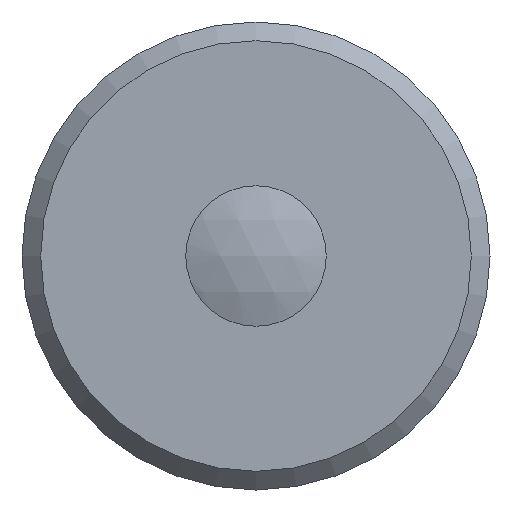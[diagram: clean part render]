
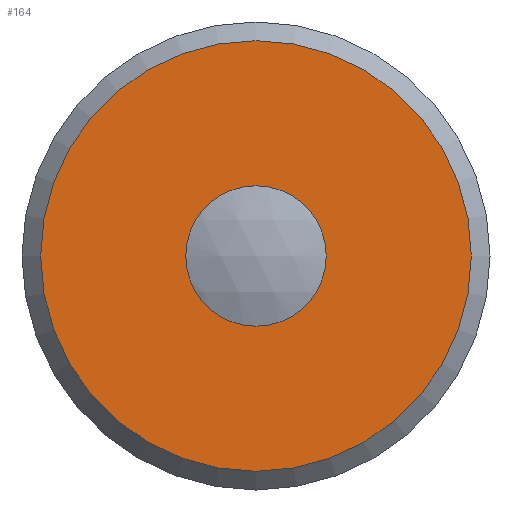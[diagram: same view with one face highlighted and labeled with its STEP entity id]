
A CAD part, left-side view. The second image highlights one B-rep face of the part: STEP entity #164.
In plain terms, the highlighted planar face has unit normal (-1, 0, 0).
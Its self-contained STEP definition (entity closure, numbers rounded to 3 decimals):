
#15 = FACE_OUTER_BOUND ( 'NONE', #132, .T. ) ;
#17 = DIRECTION ( 'NONE',  ( 0., -1., 0. ) ) ;
#21 = CARTESIAN_POINT ( 'NONE',  ( 1.5, 0., 0. ) ) ;
#39 = DIRECTION ( 'NONE',  ( 1., 0., 0. ) ) ;
#41 = EDGE_CURVE ( 'NONE', #241, #241, #54, .T. ) ;
#50 = VERTEX_POINT ( 'NONE', #230 ) ;
#54 = CIRCLE ( 'NONE', #99, 0.75 ) ;
#58 = DIRECTION ( 'NONE',  ( -1., 0., 0. ) ) ;
#70 = AXIS2_PLACEMENT_3D ( 'NONE', #205, #39, #227 ) ;
#71 = CIRCLE ( 'NONE', #235, 2.3 ) ;
#81 = ORIENTED_EDGE ( 'NONE', *, *, #96, .T. ) ;
#96 = EDGE_CURVE ( 'NONE', #50, #50, #71, .T. ) ;
#99 = AXIS2_PLACEMENT_3D ( 'NONE', #134, #175, #17 ) ;
#120 = PLANE ( 'NONE',  #70 ) ;
#132 = EDGE_LOOP ( 'NONE', ( #81 ) ) ;
#134 = CARTESIAN_POINT ( 'NONE',  ( 1.5, 0., 0. ) ) ;
#139 = DIRECTION ( 'NONE',  ( 0., 1., 0. ) ) ;
#164 = ADVANCED_FACE ( 'NONE', ( #15, #204 ), #120, .F. ) ;
#167 = EDGE_LOOP ( 'NONE', ( #206 ) ) ;
#175 = DIRECTION ( 'NONE',  ( -1., 0., 0. ) ) ;
#192 = CARTESIAN_POINT ( 'NONE',  ( 1.5, -0.75, 0. ) ) ;
#204 = FACE_BOUND ( 'NONE', #167, .T. ) ;
#205 = CARTESIAN_POINT ( 'NONE',  ( 1.5, 0., 0. ) ) ;
#206 = ORIENTED_EDGE ( 'NONE', *, *, #41, .F. ) ;
#227 = DIRECTION ( 'NONE',  ( 0., 1., 0. ) ) ;
#230 = CARTESIAN_POINT ( 'NONE',  ( 1.5, 2.3, 0. ) ) ;
#235 = AXIS2_PLACEMENT_3D ( 'NONE', #21, #58, #139 ) ;
#241 = VERTEX_POINT ( 'NONE', #192 ) ;
